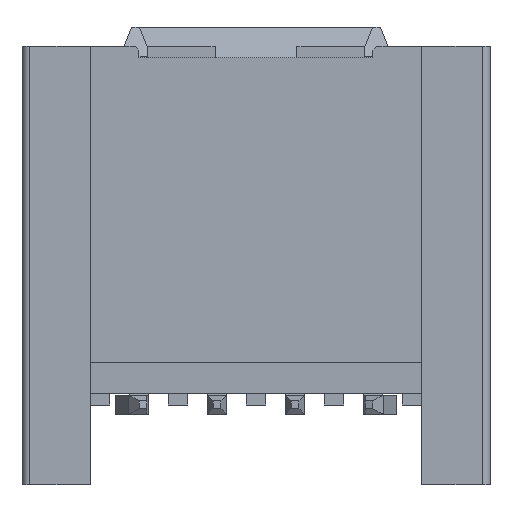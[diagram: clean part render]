
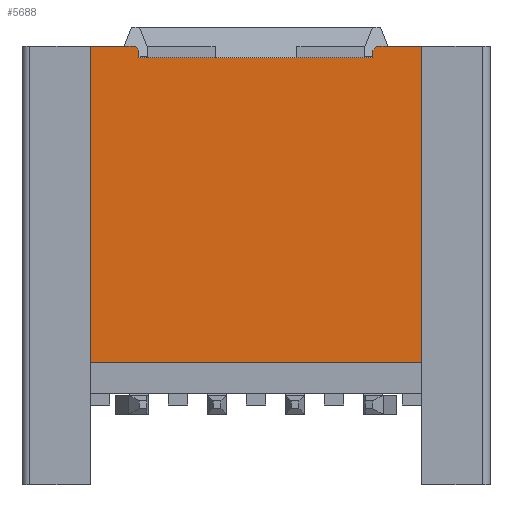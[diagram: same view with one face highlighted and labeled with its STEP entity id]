
A CAD part, top view. The second image highlights one B-rep face of the part: STEP entity #5688.
In plain terms, the highlighted planar face has unit normal (0, 0, 1).
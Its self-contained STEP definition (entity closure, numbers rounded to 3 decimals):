
#745=DIRECTION('',(-1.,0.,0.));
#746=VECTOR('',#745,1.15);
#747=CARTESIAN_POINT('',(-3.1,11.25,-0.1));
#748=LINE('',#747,#746);
#784=DIRECTION('',(-1.,0.,0.));
#785=VECTOR('',#784,1.15);
#786=CARTESIAN_POINT('',(4.25,11.25,-0.1));
#787=LINE('',#786,#785);
#1325=DIRECTION('',(-0.707,0.707,0.));
#1326=VECTOR('',#1325,0.141);
#1327=CARTESIAN_POINT('',(-3.,11.15,-0.1));
#1328=LINE('',#1327,#1326);
#1329=DIRECTION('',(0.,-1.,0.));
#1330=VECTOR('',#1329,0.2);
#1331=CARTESIAN_POINT('',(-3.,11.15,-0.1));
#1332=LINE('',#1331,#1330);
#1333=DIRECTION('',(1.,0.,0.));
#1334=VECTOR('',#1333,6.);
#1335=CARTESIAN_POINT('',(-3.,10.95,-0.1));
#1336=LINE('',#1335,#1334);
#1337=DIRECTION('',(0.,-1.,0.));
#1338=VECTOR('',#1337,0.2);
#1339=CARTESIAN_POINT('',(3.,11.15,-0.1));
#1340=LINE('',#1339,#1338);
#1341=DIRECTION('',(-0.707,-0.707,0.));
#1342=VECTOR('',#1341,0.141);
#1343=CARTESIAN_POINT('',(3.1,11.25,-0.1));
#1344=LINE('',#1343,#1342);
#1345=DIRECTION('',(-1.,0.,0.));
#1346=VECTOR('',#1345,8.5);
#1347=CARTESIAN_POINT('',(4.25,3.15,-0.1));
#1348=LINE('',#1347,#1346);
#1425=DIRECTION('',(0.,1.,0.));
#1426=VECTOR('',#1425,8.1);
#1427=CARTESIAN_POINT('',(4.25,3.15,-0.1));
#1428=LINE('',#1427,#1426);
#1433=DIRECTION('',(0.,1.,0.));
#1434=VECTOR('',#1433,8.1);
#1435=CARTESIAN_POINT('',(-4.25,3.15,-0.1));
#1436=LINE('',#1435,#1434);
#3082=CARTESIAN_POINT('',(4.25,3.15,-0.1));
#3084=VERTEX_POINT('',#3082);
#3092=CARTESIAN_POINT('',(-4.25,3.15,-0.1));
#3094=VERTEX_POINT('',#3092);
#3109=CARTESIAN_POINT('',(-4.25,11.25,-0.1));
#3111=VERTEX_POINT('',#3109);
#3113=CARTESIAN_POINT('',(4.25,11.25,-0.1));
#3115=VERTEX_POINT('',#3113);
#3229=CARTESIAN_POINT('',(-3.,10.95,-0.1));
#3230=CARTESIAN_POINT('',(3.,10.95,-0.1));
#3231=VERTEX_POINT('',#3229);
#3232=VERTEX_POINT('',#3230);
#3663=CARTESIAN_POINT('',(-3.,11.15,-0.1));
#3664=CARTESIAN_POINT('',(-3.1,11.25,-0.1));
#3665=VERTEX_POINT('',#3663);
#3666=VERTEX_POINT('',#3664);
#3667=CARTESIAN_POINT('',(3.1,11.25,-0.1));
#3668=CARTESIAN_POINT('',(3.,11.15,-0.1));
#3669=VERTEX_POINT('',#3667);
#3670=VERTEX_POINT('',#3668);
#5664=CARTESIAN_POINT('',(4.25,3.15,-0.1));
#5665=DIRECTION('',(0.,0.,-1.));
#5666=DIRECTION('',(0.,1.,0.));
#5667=AXIS2_PLACEMENT_3D('',#5664,#5665,#5666);
#5668=PLANE('',#5667);
#5670=ORIENTED_EDGE('',*,*,#5669,.F.);
#5672=ORIENTED_EDGE('',*,*,#5671,.T.);
#5674=ORIENTED_EDGE('',*,*,#5673,.T.);
#5676=ORIENTED_EDGE('',*,*,#5675,.F.);
#5677=ORIENTED_EDGE('',*,*,#5655,.F.);
#5678=ORIENTED_EDGE('',*,*,#4998,.F.);
#5680=ORIENTED_EDGE('',*,*,#5679,.F.);
#5682=ORIENTED_EDGE('',*,*,#5681,.T.);
#5684=ORIENTED_EDGE('',*,*,#5683,.T.);
#5685=ORIENTED_EDGE('',*,*,#4968,.F.);
#5686=EDGE_LOOP('',(#5670,#5672,#5674,#5676,#5677,#5678,#5680,#5682,#5684,
#5685));
#5687=FACE_OUTER_BOUND('',#5686,.F.);
#5688=ADVANCED_FACE('',(#5687),#5668,.F.);
#4968=EDGE_CURVE('',#3666,#3111,#748,.T.);
#4998=EDGE_CURVE('',#3115,#3669,#787,.T.);
#5655=EDGE_CURVE('',#3669,#3670,#1344,.T.);
#5669=EDGE_CURVE('',#3665,#3666,#1328,.T.);
#5671=EDGE_CURVE('',#3665,#3231,#1332,.T.);
#5673=EDGE_CURVE('',#3231,#3232,#1336,.T.);
#5675=EDGE_CURVE('',#3670,#3232,#1340,.T.);
#5679=EDGE_CURVE('',#3084,#3115,#1428,.T.);
#5681=EDGE_CURVE('',#3084,#3094,#1348,.T.);
#5683=EDGE_CURVE('',#3094,#3111,#1436,.T.);
